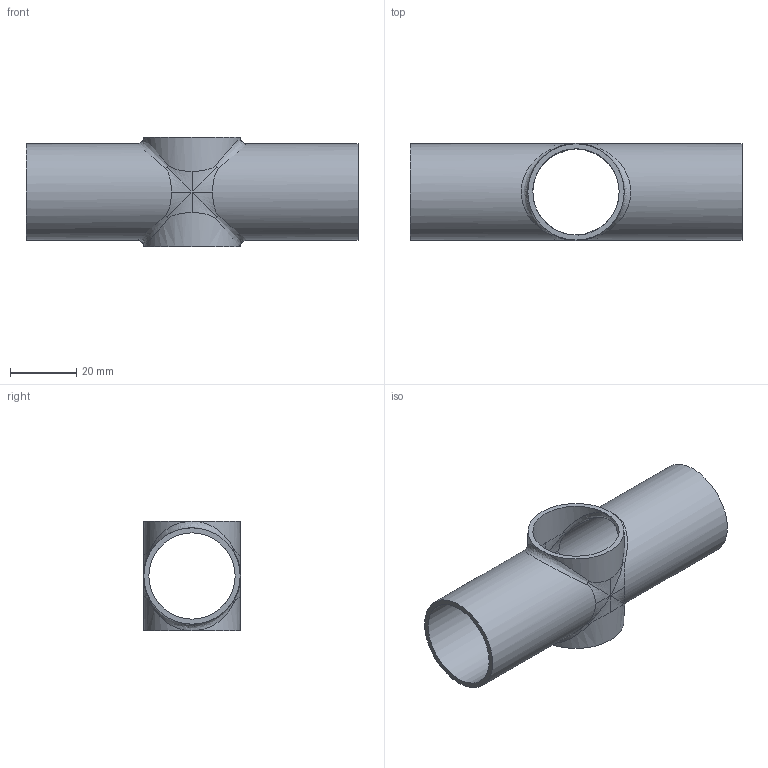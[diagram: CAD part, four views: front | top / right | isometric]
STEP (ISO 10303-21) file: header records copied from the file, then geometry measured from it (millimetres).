
FILE_DESCRIPTION((''),'2;1');
FILE_NAME('47620025X.stp','2010-08-17T12:16:27',('thilbrands'),(''),'Autodesk Inventor 2008','Autodesk Inventor 2008','');
FILE_SCHEMA(('AUTOMOTIVE_DESIGN { 1 0 10303 214 1 1 1 1 }'));
Length unit declared in the file: millimetre
Products named in the file (1): 476200151
Bounding box: 100 x 29.23 x 33 mm (x, y, z)
Volume: 12627.8 mm3; surface area: 17299.2 mm2
Topology: 1 solids, 1 shells, 54 faces, 134 edges, 80 vertices
Faces by surface type: bspline 44, cylinder 7, plane 3
Full cylindrical faces by diameter (mm): 26 x3, 29 x2
Entity records: 9861 total; most frequent: CARTESIAN_POINT 8821, ORIENTED_EDGE 252, DIRECTION 130, EDGE_CURVE 126, VERTEX_POINT 78, B_SPLINE_CURVE_WITH_KNOTS 72, AXIS2_PLACEMENT_3D 65, EDGE_LOOP 64
